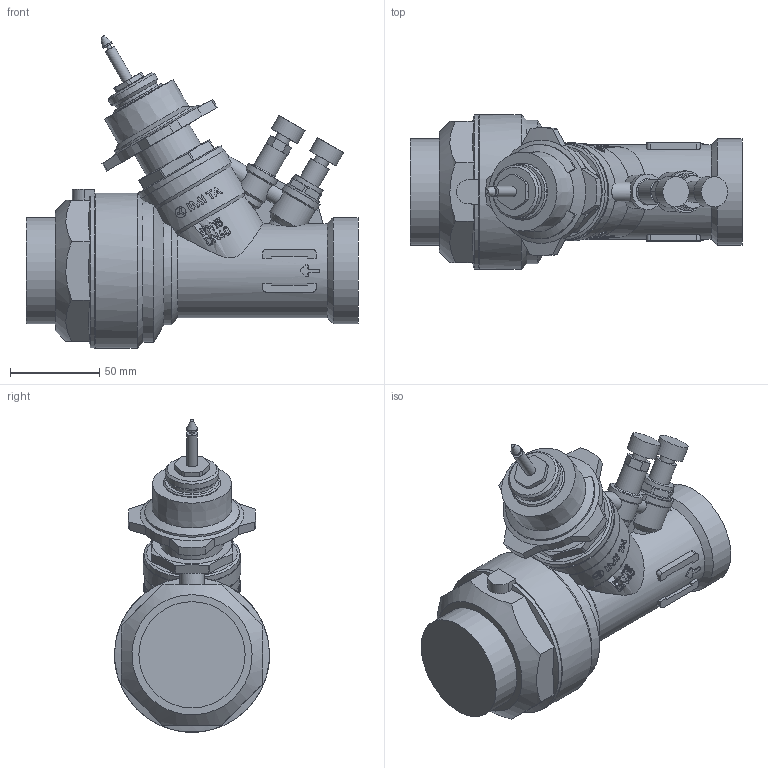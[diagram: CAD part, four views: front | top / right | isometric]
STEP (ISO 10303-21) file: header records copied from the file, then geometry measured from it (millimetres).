
FILE_DESCRIPTION(/* description */ ('Unknown'),/* implementation_level */ '2;1');
FILE_NAME(/* name */ '52164340',/* time_stamp */ '2017-04-19T16:32:39+02:00',/* author */ ('Unknown'),/* organization */ ('Unknown'),/* preprocessor_version */ 'ST-DEVELOPER v16.7',/* originating_system */ 'DEX',/* authorisation */ $);
FILE_SCHEMA (('AUTOMOTIVE_DESIGN {1 0 10303 214 3 1 1}'));
Products named in the file (1): 52164340
Bounding box: 186.4 x 87 x 175.46 mm (x, y, z)
Volume: 817161.9 mm3; surface area: 74339.2 mm2
Topology: 1 solids, 1 shells, 458 faces, 1160 edges, 770 vertices
Faces by surface type: plane 208, cylinder 170, bspline 42, cone 38
Full cylindrical faces by diameter (mm): 2.6 x1, 5.982 x2, 6 x2, 8.2 x2, 11.935 x1, 13.7 x1, 14.85 x1, 17 x2, 17.5 x1, 17.7 x1, 18.3 x1, 21 x1, 26.5 x1, 30 x2, 32 x1, 35.2 x1, 53 x1, 54 x1, 59.614 x2, 82 x1, 87 x1
Entity records: 40459 total; most frequent: CARTESIAN_POINT 26957, ORIENTED_EDGE 2186, DIRECTION 1904, EDGE_CURVE 1093, VERTEX_POINT 750, AXIS2_PLACEMENT_3D 720, EDGE_LOOP 571, FACE_BOUND 571
